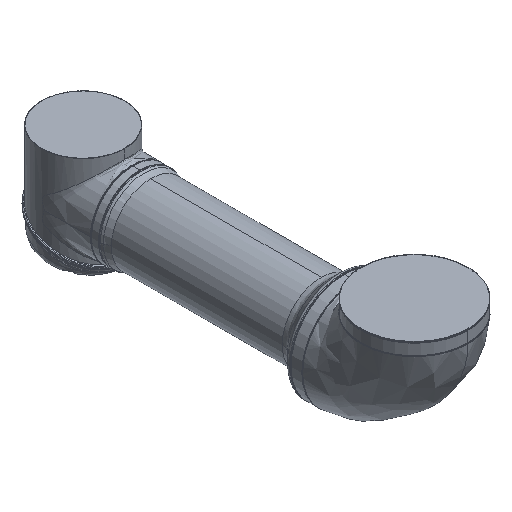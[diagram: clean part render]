
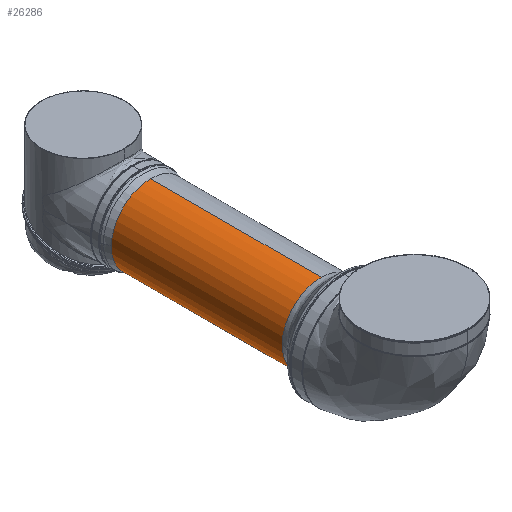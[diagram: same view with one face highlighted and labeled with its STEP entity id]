
A CAD part, isometric view. The second image highlights one B-rep face of the part: STEP entity #26286.
In plain terms, the highlighted cylindrical face has radius 42.5 mm (diameter 85 mm), a partial arc.
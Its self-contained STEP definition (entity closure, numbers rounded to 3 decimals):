
#22 = EDGE_CURVE ( 'NONE', #9936, #522, #22514, .T. ) ;
#114 = ORIENTED_EDGE ( 'NONE', *, *, #22, .F. ) ;
#522 = VERTEX_POINT ( 'NONE', #26331 ) ;
#585 = CYLINDRICAL_SURFACE ( 'NONE', #25059, 42.5 ) ;
#1394 = EDGE_CURVE ( 'NONE', #17677, #27740, #8306, .T. ) ;
#2340 = LINE ( 'NONE', #22691, #24391 ) ;
#2714 = CIRCLE ( 'NONE', #25307, 42.5 ) ;
#2892 = DIRECTION ( 'NONE',  ( 0., -1., 0. ) ) ;
#3035 = DIRECTION ( 'NONE',  ( 0., 0., 1. ) ) ;
#3053 = EDGE_CURVE ( 'NONE', #20579, #522, #15873, .T. ) ;
#4083 = ORIENTED_EDGE ( 'NONE', *, *, #6139, .T. ) ;
#4304 = EDGE_CURVE ( 'NONE', #9936, #17677, #2714, .T. ) ;
#5005 = DIRECTION ( 'NONE',  ( 0., 1., 0. ) ) ;
#5033 = AXIS2_PLACEMENT_3D ( 'NONE', #10623, #16674, #25677 ) ;
#5793 = DIRECTION ( 'NONE',  ( 0., 1., 0. ) ) ;
#6139 = EDGE_CURVE ( 'NONE', #10028, #20579, #27154, .T. ) ;
#6656 = CARTESIAN_POINT ( 'NONE',  ( -42.5, 760.399, 38.8 ) ) ;
#7156 = CARTESIAN_POINT ( 'NONE',  ( 0., 945.966, 38.8 ) ) ;
#7572 = EDGE_LOOP ( 'NONE', ( #114, #16143, #28252, #11759, #4083, #21106 ) ) ;
#8304 = AXIS2_PLACEMENT_3D ( 'NONE', #7156, #2892, #3035 ) ;
#8306 = CIRCLE ( 'NONE', #26216, 42.5 ) ;
#9005 = DIRECTION ( 'NONE',  ( 0., 0., 1. ) ) ;
#9571 = DIRECTION ( 'NONE',  ( 0., 1., 0. ) ) ;
#9573 = CARTESIAN_POINT ( 'NONE',  ( 0., 760.399, -3.7 ) ) ;
#9865 = CARTESIAN_POINT ( 'NONE',  ( 0., 945.966, 81.3 ) ) ;
#9936 = VERTEX_POINT ( 'NONE', #9573 ) ;
#10028 = VERTEX_POINT ( 'NONE', #9865 ) ;
#10616 = EDGE_CURVE ( 'NONE', #27740, #10028, #2340, .T. ) ;
#10623 = CARTESIAN_POINT ( 'NONE',  ( 0., 945.966, 38.8 ) ) ;
#11361 = CARTESIAN_POINT ( 'NONE',  ( -42.5, 945.966, 38.8 ) ) ;
#11759 = ORIENTED_EDGE ( 'NONE', *, *, #10616, .T. ) ;
#12525 = VECTOR ( 'NONE', #13505, 1000. ) ;
#13505 = DIRECTION ( 'NONE',  ( 0., 1., 0. ) ) ;
#13714 = FACE_OUTER_BOUND ( 'NONE', #7572, .T. ) ;
#14639 = CARTESIAN_POINT ( 'NONE',  ( 0., 760.399, 38.8 ) ) ;
#15873 = CIRCLE ( 'NONE', #5033, 42.5 ) ;
#16068 = CARTESIAN_POINT ( 'NONE',  ( 0., 966.95, 38.8 ) ) ;
#16143 = ORIENTED_EDGE ( 'NONE', *, *, #4304, .T. ) ;
#16674 = DIRECTION ( 'NONE',  ( 0., -1., 0. ) ) ;
#17677 = VERTEX_POINT ( 'NONE', #6656 ) ;
#17986 = CARTESIAN_POINT ( 'NONE',  ( 0., 760.399, 81.3 ) ) ;
#20579 = VERTEX_POINT ( 'NONE', #11361 ) ;
#21106 = ORIENTED_EDGE ( 'NONE', *, *, #3053, .T. ) ;
#22514 = LINE ( 'NONE', #22942, #12525 ) ;
#22691 = CARTESIAN_POINT ( 'NONE',  ( 0., 966.95, 81.3 ) ) ;
#22853 = DIRECTION ( 'NONE',  ( 0., 0., 1. ) ) ;
#22942 = CARTESIAN_POINT ( 'NONE',  ( 0., 966.95, -3.7 ) ) ;
#24086 = DIRECTION ( 'NONE',  ( 0., 0., 1. ) ) ;
#24391 = VECTOR ( 'NONE', #25050, 1000. ) ;
#25050 = DIRECTION ( 'NONE',  ( 0., 1., 0. ) ) ;
#25059 = AXIS2_PLACEMENT_3D ( 'NONE', #16068, #9571, #9005 ) ;
#25077 = CARTESIAN_POINT ( 'NONE',  ( 0., 760.399, 38.8 ) ) ;
#25307 = AXIS2_PLACEMENT_3D ( 'NONE', #25077, #5005, #22853 ) ;
#25677 = DIRECTION ( 'NONE',  ( 0., 0., 1. ) ) ;
#26216 = AXIS2_PLACEMENT_3D ( 'NONE', #14639, #5793, #24086 ) ;
#26286 = ADVANCED_FACE ( 'NONE', ( #13714 ), #585, .T. ) ;
#26331 = CARTESIAN_POINT ( 'NONE',  ( 0., 945.966, -3.7 ) ) ;
#27154 = CIRCLE ( 'NONE', #8304, 42.5 ) ;
#27740 = VERTEX_POINT ( 'NONE', #17986 ) ;
#28252 = ORIENTED_EDGE ( 'NONE', *, *, #1394, .T. ) ;
